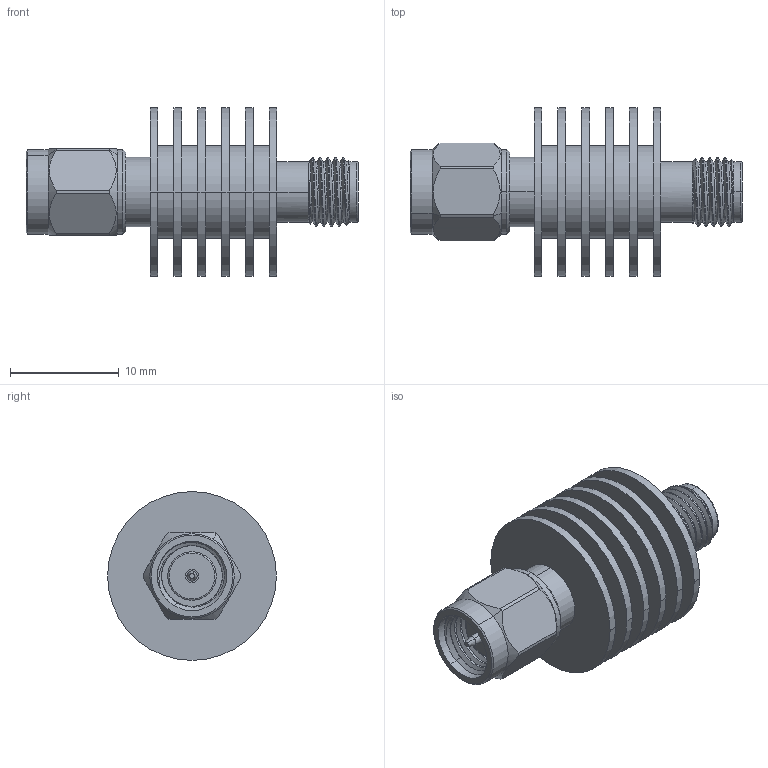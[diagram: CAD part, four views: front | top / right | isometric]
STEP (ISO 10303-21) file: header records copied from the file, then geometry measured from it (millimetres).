
FILE_DESCRIPTION (( 'STEP AP203' ), '1' );
FILE_NAME ('PE7013-3.step', '2019-06-18T14:17:15', ( '' ), ( '' ), 'SwSTEP 2.0', 'SolidWorks 2018', '' );
FILE_SCHEMA (( 'CONFIG_CONTROL_DESIGN' ));
Length unit declared in the file: inch
Products named in the file (1): PE7013-3
Bounding box: 30.48 x 15.49 x 15.49 mm (x, y, z)
Volume: 1829.7 mm3; surface area: 2805.5 mm2
Topology: 1 solids, 1 shells, 144 faces, 344 edges, 221 vertices
Faces by surface type: cylinder 75, plane 35, cone 24, bspline 8, torus 2
Entity records: 7340 total; most frequent: CARTESIAN_POINT 4044, ORIENTED_EDGE 688, DIRECTION 661, EDGE_CURVE 344, AXIS2_PLACEMENT_3D 273, VERTEX_POINT 221, EDGE_LOOP 163, ADVANCED_FACE 144
